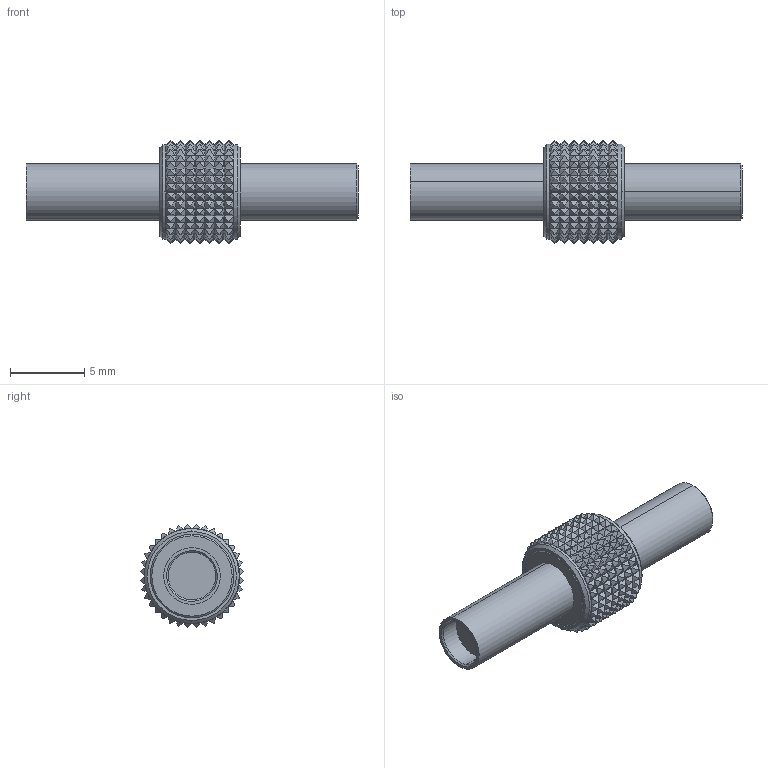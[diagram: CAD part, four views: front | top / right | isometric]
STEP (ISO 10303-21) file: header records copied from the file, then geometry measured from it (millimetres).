
FILE_DESCRIPTION (( 'STEP AP203' ), '1' );
FILE_NAME ('TS9 PLUG STRAIGHT FOR RG174.STEP', '2025-03-13T01:00:29', ( '' ), ( '' ), 'SwSTEP 2.0', 'SolidWorks 2022', '' );
FILE_SCHEMA (( 'CONFIG_CONTROL_DESIGN' ));
Length unit declared in the file: millimetre
Products named in the file (1): TS9 PLUG STRAIGHT FOR RG174
Bounding box: 22.3 x 6.97 x 6.97 mm (x, y, z)
Volume: 352.5 mm3; surface area: 483.3 mm2
Topology: 1 solids, 1 shells, 1604 faces, 4228 edges, 2638 vertices
Faces by surface type: plane 780, cone 520, cylinder 296, torus 8
Entity records: 51009 total; most frequent: CARTESIAN_POINT 14659, ORIENTED_EDGE 8456, DIRECTION 6490, EDGE_CURVE 4228, AXIS2_PLACEMENT_3D 2701, VERTEX_POINT 2638, B_SPLINE_CURVE_WITH_KNOTS 2044, EDGE_LOOP 1616
